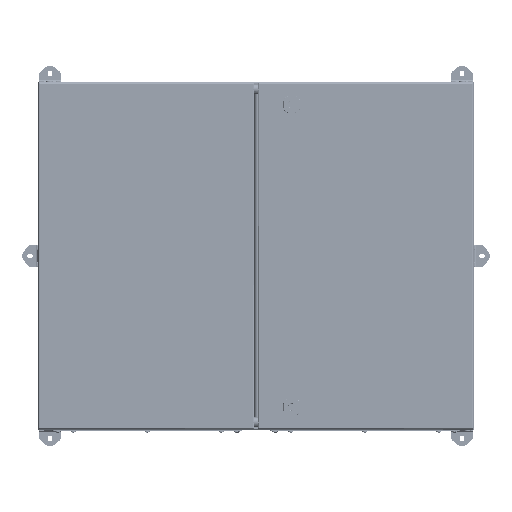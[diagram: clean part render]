
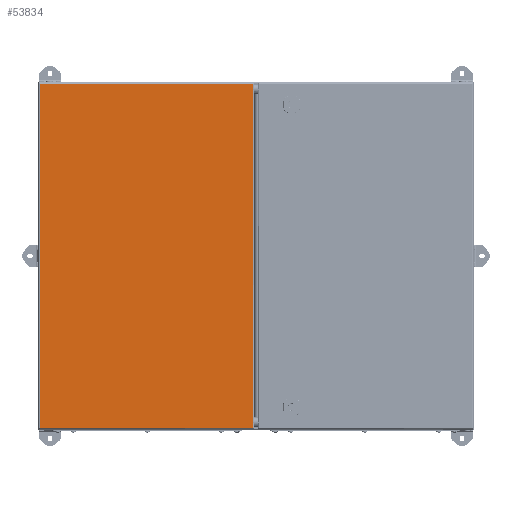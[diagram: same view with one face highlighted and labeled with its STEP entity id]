
A CAD part, top view. The second image highlights one B-rep face of the part: STEP entity #53834.
In plain terms, the highlighted planar face has unit normal (0, 0, 1).
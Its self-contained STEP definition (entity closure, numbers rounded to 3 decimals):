
#1432 = CARTESIAN_POINT ( 'NONE',  ( 244.5, 394.5, 0. ) ) ;
#1611 = ORIENTED_EDGE ( 'NONE', *, *, #62022, .T. ) ;
#5342 = ORIENTED_EDGE ( 'NONE', *, *, #17647, .T. ) ;
#8301 = EDGE_LOOP ( 'NONE', ( #36076, #1611, #5342, #80169 ) ) ;
#10116 = EDGE_CURVE ( 'NONE', #19954, #67779, #12005, .T. ) ;
#12005 = LINE ( 'NONE', #53298, #16174 ) ;
#14722 = DIRECTION ( 'NONE',  ( 1., 0., 0. ) ) ;
#16174 = VECTOR ( 'NONE', #25758, 1000. ) ;
#17647 = EDGE_CURVE ( 'NONE', #82254, #65427, #73284, .T. ) ;
#18185 = DIRECTION ( 'NONE',  ( 0., -1., 0. ) ) ;
#18802 = DIRECTION ( 'NONE',  ( 0., 1., 0. ) ) ;
#19882 = DIRECTION ( 'NONE',  ( 0., 0., 1. ) ) ;
#19954 = VERTEX_POINT ( 'NONE', #1432 ) ;
#20794 = CARTESIAN_POINT ( 'NONE',  ( -244.5, -394.5, 0. ) ) ;
#24172 = CARTESIAN_POINT ( 'NONE',  ( -245.293, -394.5, 0. ) ) ;
#25670 = CARTESIAN_POINT ( 'NONE',  ( 244.5, -395.293, 0. ) ) ;
#25758 = DIRECTION ( 'NONE',  ( -1., 0., 0. ) ) ;
#26453 = CARTESIAN_POINT ( 'NONE',  ( -244.5, 395.293, 0. ) ) ;
#31254 = CARTESIAN_POINT ( 'NONE',  ( 244.5, -394.5, 0. ) ) ;
#36076 = ORIENTED_EDGE ( 'NONE', *, *, #10116, .T. ) ;
#39608 = CARTESIAN_POINT ( 'NONE',  ( 0., 0., 0. ) ) ;
#52190 = DIRECTION ( 'NONE',  ( 1., 0., 0. ) ) ;
#53298 = CARTESIAN_POINT ( 'NONE',  ( 245.293, 394.5, 0. ) ) ;
#53834 = ADVANCED_FACE ( 'NONE', ( #67620 ), #75413, .T. ) ;
#62022 = EDGE_CURVE ( 'NONE', #67779, #82254, #67267, .T. ) ;
#65427 = VERTEX_POINT ( 'NONE', #31254 ) ;
#67267 = LINE ( 'NONE', #26453, #73208 ) ;
#67433 = LINE ( 'NONE', #25670, #90728 ) ;
#67620 = FACE_OUTER_BOUND ( 'NONE', #8301, .T. ) ;
#67779 = VERTEX_POINT ( 'NONE', #71543 ) ;
#71543 = CARTESIAN_POINT ( 'NONE',  ( -244.5, 394.5, 0. ) ) ;
#73208 = VECTOR ( 'NONE', #18185, 1000. ) ;
#73284 = LINE ( 'NONE', #24172, #75763 ) ;
#75413 = PLANE ( 'NONE',  #81406 ) ;
#75763 = VECTOR ( 'NONE', #52190, 1000. ) ;
#77668 = EDGE_CURVE ( 'NONE', #65427, #19954, #67433, .T. ) ;
#80169 = ORIENTED_EDGE ( 'NONE', *, *, #77668, .T. ) ;
#81406 = AXIS2_PLACEMENT_3D ( 'NONE', #39608, #19882, #14722 ) ;
#82254 = VERTEX_POINT ( 'NONE', #20794 ) ;
#90728 = VECTOR ( 'NONE', #18802, 1000. ) ;
